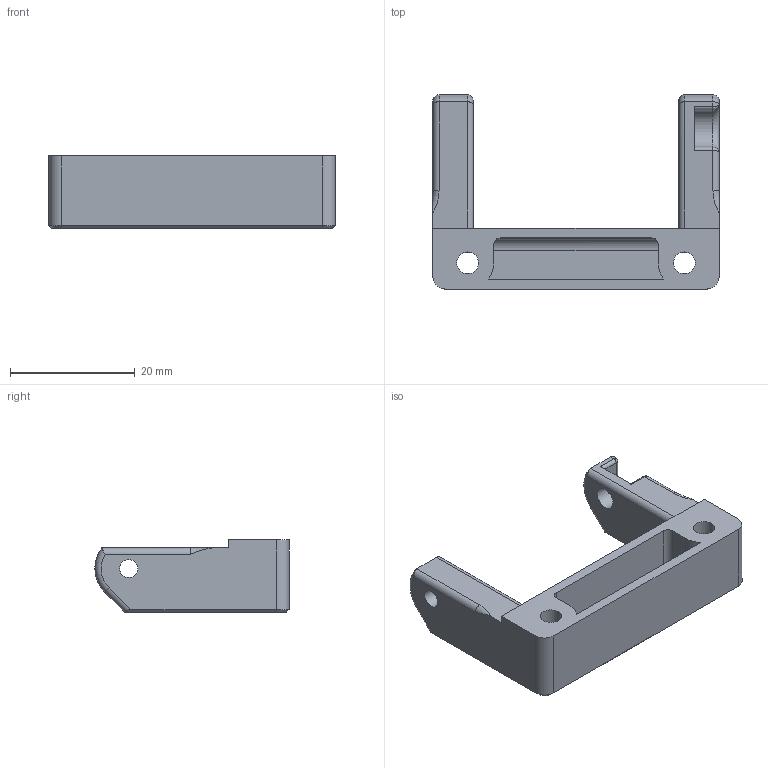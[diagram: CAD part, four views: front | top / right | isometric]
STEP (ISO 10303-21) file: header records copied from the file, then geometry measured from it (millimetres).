
FILE_DESCRIPTION(/* description */ (''),/* implementation_level */ '2;1');
FILE_NAME(/* name */ 'case_rear.stp',/* time_stamp */ '2023-04-19T23:54:05+02:00',/* author */ ('André'),/* organization */ (''),/* preprocessor_version */ 'ST-DEVELOPER v17',/* originating_system */ 'Autodesk Inventor 2019',/* authorisation */ '');
FILE_SCHEMA (('AUTOMOTIVE_DESIGN { 1 0 10303 214 3 1 1 }'));
Length unit declared in the file: millimetre
Products named in the file (1): LCD Case Rear
Bounding box: 46 x 31.2 x 11.6 mm (x, y, z)
Volume: 5481.1 mm3; surface area: 4454.8 mm2
Topology: 1 solids, 1 shells, 92 faces, 233 edges, 143 vertices
Faces by surface type: plane 50, cylinder 29, torus 7, cone 4, bspline 2
Full cylindrical faces by diameter (mm): 2.9 x1, 3.5 x3, 6 x2
Entity records: 2948 total; most frequent: CARTESIAN_POINT 645, DIRECTION 483, ORIENTED_EDGE 464, EDGE_CURVE 232, AXIS2_PLACEMENT_3D 170, LINE 143, VECTOR 143, VERTEX_POINT 143
